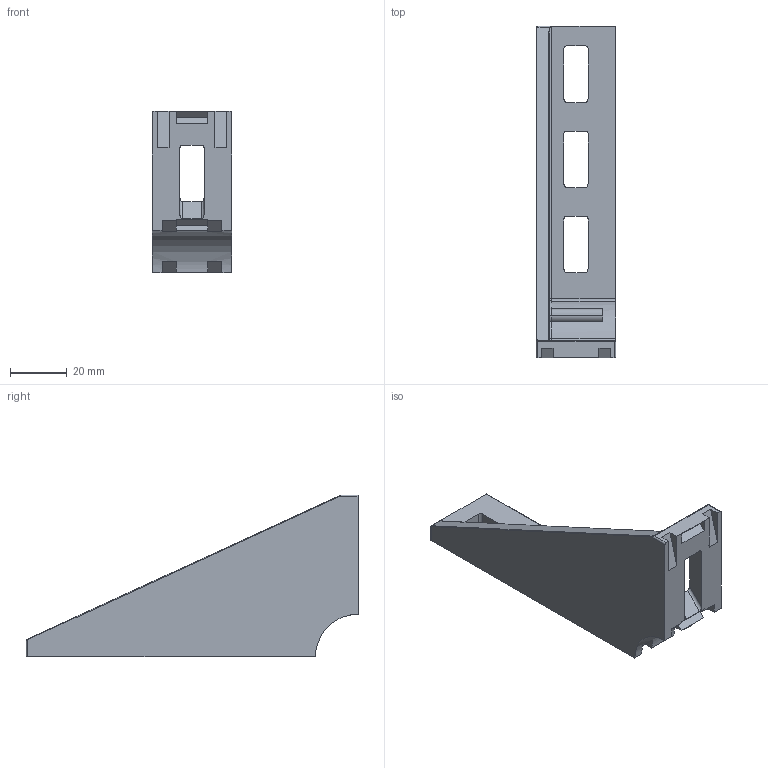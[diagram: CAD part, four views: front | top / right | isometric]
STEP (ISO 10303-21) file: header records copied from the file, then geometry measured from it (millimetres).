
FILE_DESCRIPTION (( 'STEP AP214' ), '1' );
FILE_NAME ('093w1171l.STEP', '2014-08-20T10:05:33', ( '' ), ( '' ), 'SwSTEP 2.0', 'SolidWorks 2014', '' );
FILE_SCHEMA (( 'AUTOMOTIVE_DESIGN' ));
Length unit declared in the file: millimetre
Products named in the file (1): 093w1171l
Bounding box: 28 x 117 x 57 mm (x, y, z)
Volume: 34159.1 mm3; surface area: 16642.4 mm2
Topology: 1 solids, 1 shells, 120 faces, 325 edges, 203 vertices
Faces by surface type: plane 67, cylinder 33, bspline 11, torus 7, sphere 2
Entity records: 4074 total; most frequent: CARTESIAN_POINT 1163, ORIENTED_EDGE 640, DIRECTION 548, EDGE_CURVE 320, VECTOR 206, LINE 206, VERTEX_POINT 203, AXIS2_PLACEMENT_3D 171
